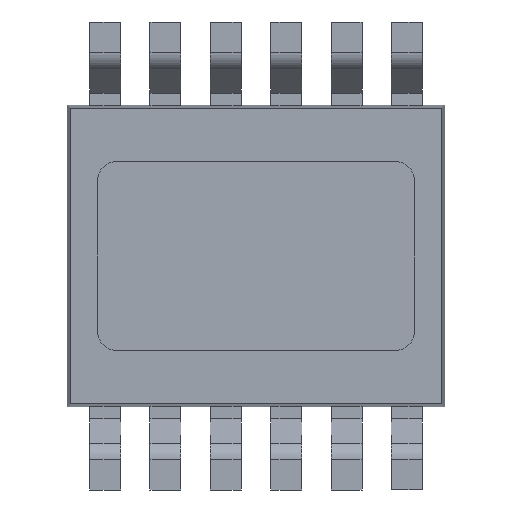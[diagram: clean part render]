
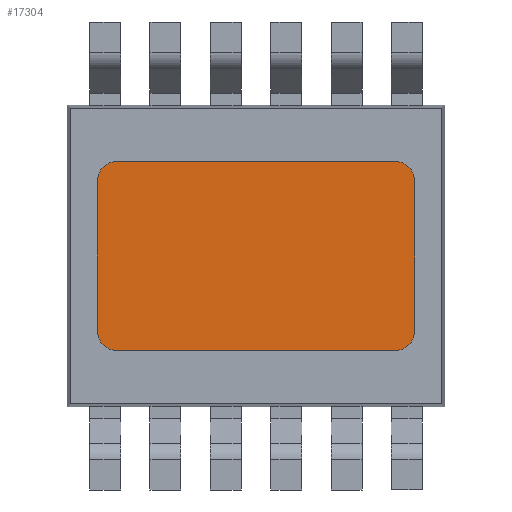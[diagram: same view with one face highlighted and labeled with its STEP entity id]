
A CAD part, front view. The second image highlights one B-rep face of the part: STEP entity #17304.
In plain terms, the highlighted planar face has unit normal (0, -1, 0).
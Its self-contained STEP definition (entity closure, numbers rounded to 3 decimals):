
#169 = CARTESIAN_POINT ( 'NONE',  ( 1.85, 0.005, -1. ) ) ;
#248 = DIRECTION ( 'NONE',  ( 0., 0., -1. ) ) ;
#323 = ORIENTED_EDGE ( 'NONE', *, *, #7465, .T. ) ;
#359 = CARTESIAN_POINT ( 'NONE',  ( 1.85, 0.005, -1.25 ) ) ;
#408 = ORIENTED_EDGE ( 'NONE', *, *, #12349, .T. ) ;
#541 = CARTESIAN_POINT ( 'NONE',  ( -1.85, 0.005, -1.25 ) ) ;
#592 = DIRECTION ( 'NONE',  ( -1., 0., 0. ) ) ;
#783 = AXIS2_PLACEMENT_3D ( 'NONE', #8417, #14331, #5652 ) ;
#910 = ORIENTED_EDGE ( 'NONE', *, *, #5345, .T. ) ;
#956 = DIRECTION ( 'NONE',  ( 0., 0., -1. ) ) ;
#979 = DIRECTION ( 'NONE',  ( 1., 0., 0. ) ) ;
#1376 = AXIS2_PLACEMENT_3D ( 'NONE', #7387, #15920, #16197 ) ;
#1616 = VERTEX_POINT ( 'NONE', #15816 ) ;
#1945 = LINE ( 'NONE', #13167, #3761 ) ;
#2062 = DIRECTION ( 'NONE',  ( 0., -1., 0. ) ) ;
#2453 = VERTEX_POINT ( 'NONE', #9411 ) ;
#2701 = ORIENTED_EDGE ( 'NONE', *, *, #4437, .T. ) ;
#2706 = CIRCLE ( 'NONE', #9732, 0.25 ) ;
#2845 = CIRCLE ( 'NONE', #6911, 0.25 ) ;
#2888 = LINE ( 'NONE', #8565, #10369 ) ;
#3068 = CARTESIAN_POINT ( 'NONE',  ( -2.1, 0.005, -1. ) ) ;
#3695 = CIRCLE ( 'NONE', #1376, 0.25 ) ;
#3761 = VECTOR ( 'NONE', #592, 1000. ) ;
#4437 = EDGE_CURVE ( 'NONE', #11583, #1616, #2706, .T. ) ;
#5031 = DIRECTION ( 'NONE',  ( 0., -1., 0. ) ) ;
#5183 = EDGE_CURVE ( 'NONE', #2453, #6403, #2888, .T. ) ;
#5345 = EDGE_CURVE ( 'NONE', #12679, #11814, #13743, .T. ) ;
#5652 = DIRECTION ( 'NONE',  ( 0., 0., -1. ) ) ;
#5693 = DIRECTION ( 'NONE',  ( 0., 0., -1. ) ) ;
#6403 = VERTEX_POINT ( 'NONE', #8020 ) ;
#6911 = AXIS2_PLACEMENT_3D ( 'NONE', #169, #14291, #5693 ) ;
#7073 = DIRECTION ( 'NONE',  ( 0., 0., 1. ) ) ;
#7150 = LINE ( 'NONE', #9941, #12394 ) ;
#7387 = CARTESIAN_POINT ( 'NONE',  ( -1.85, 0.005, -1. ) ) ;
#7465 = EDGE_CURVE ( 'NONE', #1616, #16358, #7150, .T. ) ;
#7627 = DIRECTION ( 'NONE',  ( 0., 0., -1. ) ) ;
#8020 = CARTESIAN_POINT ( 'NONE',  ( 2.1, 0.005, 1. ) ) ;
#8210 = ORIENTED_EDGE ( 'NONE', *, *, #5183, .T. ) ;
#8417 = CARTESIAN_POINT ( 'NONE',  ( 1.85, 0.005, 1. ) ) ;
#8565 = CARTESIAN_POINT ( 'NONE',  ( 2.1, 0.005, -1. ) ) ;
#9225 = ORIENTED_EDGE ( 'NONE', *, *, #11481, .T. ) ;
#9411 = CARTESIAN_POINT ( 'NONE',  ( 2.1, 0.005, -1. ) ) ;
#9571 = CARTESIAN_POINT ( 'NONE',  ( 1.85, 0.005, -1.25 ) ) ;
#9732 = AXIS2_PLACEMENT_3D ( 'NONE', #16402, #5031, #956 ) ;
#9941 = CARTESIAN_POINT ( 'NONE',  ( -2.1, 0.005, -1. ) ) ;
#10369 = VECTOR ( 'NONE', #7073, 1000. ) ;
#11311 = VERTEX_POINT ( 'NONE', #11665 ) ;
#11481 = EDGE_CURVE ( 'NONE', #6403, #11311, #18086, .T. ) ;
#11583 = VERTEX_POINT ( 'NONE', #17915 ) ;
#11665 = CARTESIAN_POINT ( 'NONE',  ( 1.85, 0.005, 1.25 ) ) ;
#11814 = VERTEX_POINT ( 'NONE', #359 ) ;
#12349 = EDGE_CURVE ( 'NONE', #16358, #12679, #3695, .T. ) ;
#12394 = VECTOR ( 'NONE', #248, 1000. ) ;
#12445 = VECTOR ( 'NONE', #979, 1000. ) ;
#12679 = VERTEX_POINT ( 'NONE', #541 ) ;
#12763 = EDGE_CURVE ( 'NONE', #11814, #2453, #2845, .T. ) ;
#13167 = CARTESIAN_POINT ( 'NONE',  ( 1.85, 0.005, 1.25 ) ) ;
#13743 = LINE ( 'NONE', #9571, #12445 ) ;
#14291 = DIRECTION ( 'NONE',  ( 0., -1., 0. ) ) ;
#14331 = DIRECTION ( 'NONE',  ( 0., -1., 0. ) ) ;
#14654 = CARTESIAN_POINT ( 'NONE',  ( 1.85, 0.005, 1. ) ) ;
#15530 = ORIENTED_EDGE ( 'NONE', *, *, #17575, .T. ) ;
#15598 = ORIENTED_EDGE ( 'NONE', *, *, #12763, .T. ) ;
#15688 = EDGE_LOOP ( 'NONE', ( #9225, #15530, #2701, #323, #408, #910, #15598, #8210 ) ) ;
#15816 = CARTESIAN_POINT ( 'NONE',  ( -2.1, 0.005, 1. ) ) ;
#15920 = DIRECTION ( 'NONE',  ( 0., -1., 0. ) ) ;
#16058 = PLANE ( 'NONE',  #16722 ) ;
#16197 = DIRECTION ( 'NONE',  ( 0., 0., 1. ) ) ;
#16358 = VERTEX_POINT ( 'NONE', #3068 ) ;
#16402 = CARTESIAN_POINT ( 'NONE',  ( -1.85, 0.005, 1. ) ) ;
#16422 = FACE_OUTER_BOUND ( 'NONE', #15688, .T. ) ;
#16722 = AXIS2_PLACEMENT_3D ( 'NONE', #14654, #2062, #7627 ) ;
#17304 = ADVANCED_FACE ( 'NONE', ( #16422 ), #16058, .T. ) ;
#17575 = EDGE_CURVE ( 'NONE', #11311, #11583, #1945, .T. ) ;
#17915 = CARTESIAN_POINT ( 'NONE',  ( -1.85, 0.005, 1.25 ) ) ;
#18086 = CIRCLE ( 'NONE', #783, 0.25 ) ;
